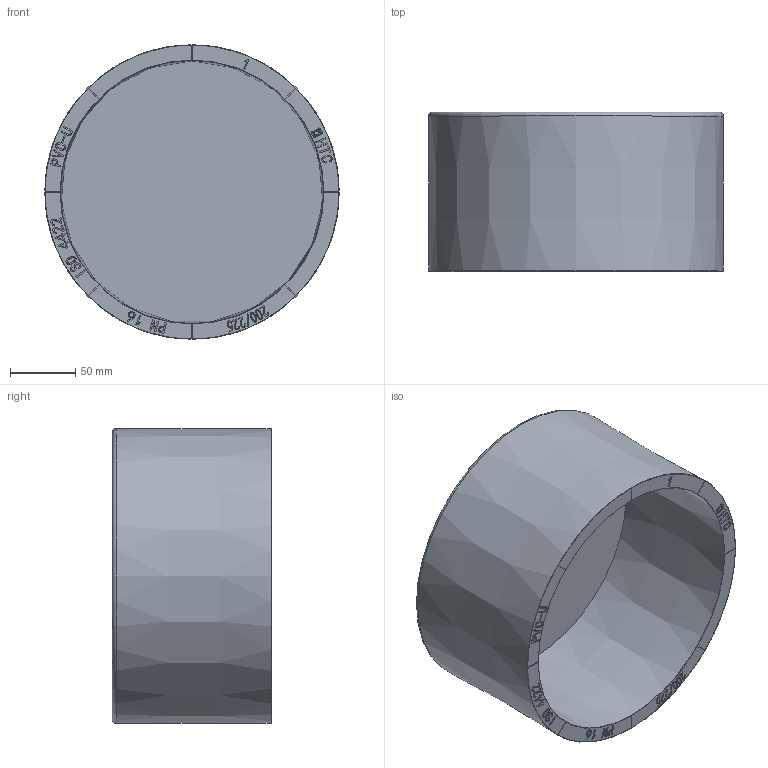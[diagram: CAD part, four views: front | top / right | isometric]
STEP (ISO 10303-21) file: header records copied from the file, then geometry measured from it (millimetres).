
FILE_DESCRIPTION(/* description */ (''),/* implementation_level */ '2;1');
FILE_NAME(/* name */ '200管堵.stp',/* time_stamp */ '2024-09-14T09:53:32+08:00',/* author */ (''),/* organization */ (''),/* preprocessor_version */ 'ST-DEVELOPER v16',/* originating_system */ 'SIEMENS PLM Software NX 10.0',/* authorisation */ '');
FILE_SCHEMA (('AUTOMOTIVE_DESIGN { 1 0 10303 214 3 1 1 1 }'));
Length unit declared in the file: millimetre
Products named in the file (1): gelv10901AEAs039
Bounding box: 225.05 x 121.75 x 225.05 mm (x, y, z)
Volume: 1482905.8 mm3; surface area: 231020 mm2
Topology: 1 solids, 1 shells, 1193 faces, 3458 edges, 2299 vertices
Faces by surface type: plane 1151, sphere 16, cylinder 14, extrusion 7, torus 3, cone 2
Full cylindrical faces by diameter (mm): 3.2 x1, 4.8 x1
Entity records: 43079 total; most frequent: CARTESIAN_POINT 16179, ORIENTED_EDGE 6838, DIRECTION 3627, EDGE_CURVE 3419, VERTEX_POINT 2283, B_SPLINE_CURVE_WITH_KNOTS 2231, EDGE_LOOP 1248, AXIS2_PLACEMENT_3D 1238
